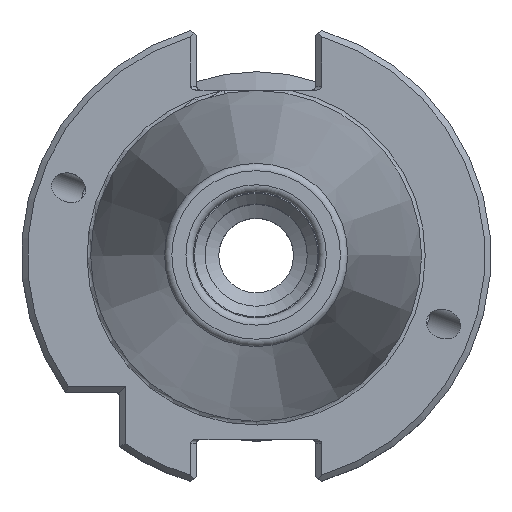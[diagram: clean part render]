
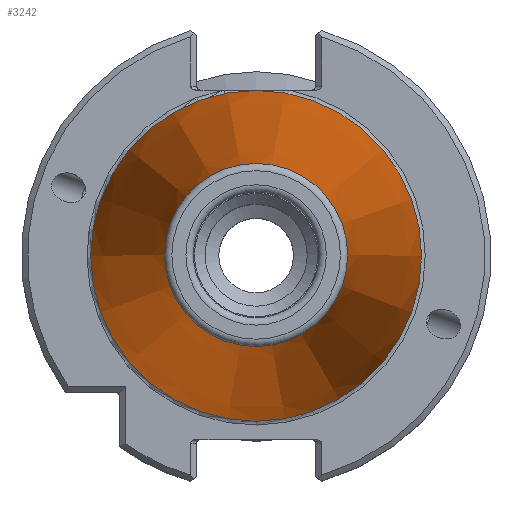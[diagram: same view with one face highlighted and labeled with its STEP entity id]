
A CAD part, top view. The second image highlights one B-rep face of the part: STEP entity #3242.
In plain terms, the highlighted conical face has half-angle 8.297 degrees and reference radius 22.395 mm.
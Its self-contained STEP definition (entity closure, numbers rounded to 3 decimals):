
#45=CONICAL_SURFACE('',#3477,22.395,0.145);
#135=CIRCLE('',#3381,22.395);
#161=CIRCLE('',#3478,12.397);
#1032=ORIENTED_EDGE('',*,*,#1384,.F.);
#1033=ORIENTED_EDGE('',*,*,#1304,.T.);
#1304=EDGE_CURVE('',#1575,#1575,#135,.T.);
#1384=EDGE_CURVE('',#1611,#1611,#161,.T.);
#1575=VERTEX_POINT('',#4883);
#1611=VERTEX_POINT('',#5122);
#1858=EDGE_LOOP('',(#1032));
#1859=EDGE_LOOP('',(#1033));
#2051=FACE_BOUND('',#1858,.T.);
#2052=FACE_BOUND('',#1859,.T.);
#3242=ADVANCED_FACE('',(#2051,#2052),#45,.T.);
#3381=AXIS2_PLACEMENT_3D('',#4882,#3833,#3834);
#3477=AXIS2_PLACEMENT_3D('',#5120,#4051,#4052);
#3478=AXIS2_PLACEMENT_3D('',#5121,#4053,#4054);
#3833=DIRECTION('',(0.,0.,1.));
#3834=DIRECTION('',(1.,0.,0.));
#4051=DIRECTION('',(0.,0.,-1.));
#4052=DIRECTION('',(-1.,0.,0.));
#4053=DIRECTION('',(0.,0.,1.));
#4054=DIRECTION('',(1.,0.,0.));
#4882=CARTESIAN_POINT('',(0.,0.,-1.163));
#4883=CARTESIAN_POINT('',(22.395,0.,-1.163));
#5120=CARTESIAN_POINT('',(0.,0.,-1.163));
#5121=CARTESIAN_POINT('',(0.,0.,67.394));
#5122=CARTESIAN_POINT('',(12.397,0.,67.394));
